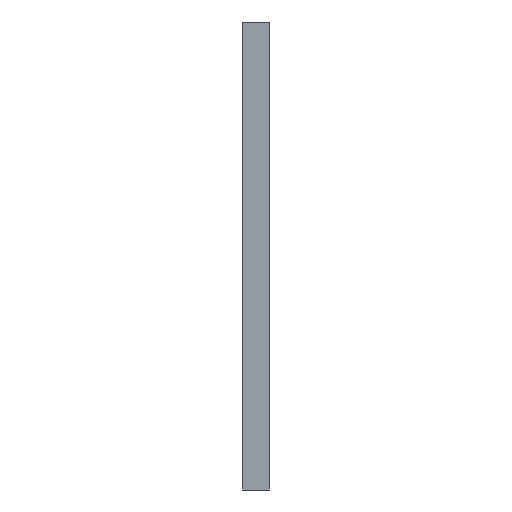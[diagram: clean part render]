
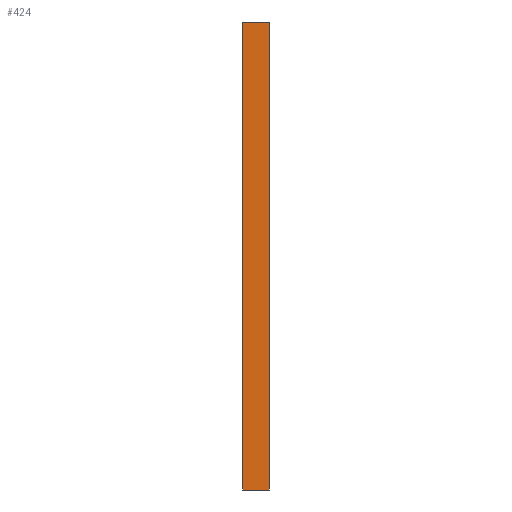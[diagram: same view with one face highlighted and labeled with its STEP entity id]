
A CAD part, left-side view. The second image highlights one B-rep face of the part: STEP entity #424.
In plain terms, the highlighted planar face has unit normal (-1, 0, 0).
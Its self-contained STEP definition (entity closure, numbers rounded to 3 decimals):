
#9 = CARTESIAN_POINT ( 'NONE',  ( 0., -97., 3000. ) ) ;
#34 = LINE ( 'NONE', #1018, #820 ) ;
#70 = CARTESIAN_POINT ( 'NONE',  ( 0., -97., 3000. ) ) ;
#88 = CARTESIAN_POINT ( 'NONE',  ( 0., -97., 3000. ) ) ;
#136 = CARTESIAN_POINT ( 'NONE',  ( 0., -97., 0. ) ) ;
#160 = ORIENTED_EDGE ( 'NONE', *, *, #2564, .F. ) ;
#243 = VERTEX_POINT ( 'NONE', #9 ) ;
#288 = EDGE_CURVE ( 'NONE', #999, #2527, #1572, .T. ) ;
#326 = DIRECTION ( 'NONE',  ( -1., 0., 0. ) ) ;
#383 = DIRECTION ( 'NONE',  ( 0., 1., 0. ) ) ;
#389 = EDGE_CURVE ( 'NONE', #436, #2090, #738, .T. ) ;
#424 = ADVANCED_FACE ( 'NONE', ( #1199 ), #974, .T. ) ;
#434 = VECTOR ( 'NONE', #1201, 1000. ) ;
#436 = VERTEX_POINT ( 'NONE', #2508 ) ;
#614 = EDGE_CURVE ( 'NONE', #2327, #2527, #2314, .T. ) ;
#616 = CARTESIAN_POINT ( 'NONE',  ( 0., -97., 0. ) ) ;
#660 = VERTEX_POINT ( 'NONE', #2363 ) ;
#674 = LINE ( 'NONE', #88, #434 ) ;
#738 = LINE ( 'NONE', #1812, #1366 ) ;
#763 = CARTESIAN_POINT ( 'NONE',  ( 0., 70., 0. ) ) ;
#770 = VECTOR ( 'NONE', #2053, 1000. ) ;
#820 = VECTOR ( 'NONE', #383, 1000. ) ;
#899 = ORIENTED_EDGE ( 'NONE', *, *, #614, .F. ) ;
#909 = EDGE_CURVE ( 'NONE', #243, #2090, #1152, .T. ) ;
#974 = PLANE ( 'NONE',  #1565 ) ;
#987 = EDGE_CURVE ( 'NONE', #1620, #2327, #34, .T. ) ;
#999 = VERTEX_POINT ( 'NONE', #2536 ) ;
#1018 = CARTESIAN_POINT ( 'NONE',  ( 0., -97., 0. ) ) ;
#1057 = CARTESIAN_POINT ( 'NONE',  ( 0., -100., 3000. ) ) ;
#1152 = LINE ( 'NONE', #2592, #2186 ) ;
#1197 = ORIENTED_EDGE ( 'NONE', *, *, #1619, .T. ) ;
#1199 = FACE_OUTER_BOUND ( 'NONE', #2013, .T. ) ;
#1201 = DIRECTION ( 'NONE',  ( 0., 1., 0. ) ) ;
#1332 = LINE ( 'NONE', #136, #2042 ) ;
#1351 = ORIENTED_EDGE ( 'NONE', *, *, #987, .F. ) ;
#1366 = VECTOR ( 'NONE', #1505, 1000. ) ;
#1435 = ORIENTED_EDGE ( 'NONE', *, *, #288, .T. ) ;
#1505 = DIRECTION ( 'NONE',  ( 0., 0., 1. ) ) ;
#1565 = AXIS2_PLACEMENT_3D ( 'NONE', #70, #326, #2334 ) ;
#1567 = ORIENTED_EDGE ( 'NONE', *, *, #389, .T. ) ;
#1572 = LINE ( 'NONE', #1604, #2507 ) ;
#1604 = CARTESIAN_POINT ( 'NONE',  ( 0., 67., 3000. ) ) ;
#1619 = EDGE_CURVE ( 'NONE', #660, #436, #1332, .T. ) ;
#1620 = VERTEX_POINT ( 'NONE', #2521 ) ;
#1659 = LINE ( 'NONE', #616, #1730 ) ;
#1730 = VECTOR ( 'NONE', #1868, 1000. ) ;
#1812 = CARTESIAN_POINT ( 'NONE',  ( 0., -100., 3000. ) ) ;
#1858 = DIRECTION ( 'NONE',  ( 0., -1., 0. ) ) ;
#1868 = DIRECTION ( 'NONE',  ( 0., 1., 0. ) ) ;
#1927 = ORIENTED_EDGE ( 'NONE', *, *, #2339, .T. ) ;
#2013 = EDGE_LOOP ( 'NONE', ( #160, #1197, #1567, #2729, #1927, #1435, #899, #1351 ) ) ;
#2042 = VECTOR ( 'NONE', #2516, 1000. ) ;
#2053 = DIRECTION ( 'NONE',  ( 0., 0., 1. ) ) ;
#2090 = VERTEX_POINT ( 'NONE', #1057 ) ;
#2186 = VECTOR ( 'NONE', #1858, 1000. ) ;
#2204 = CARTESIAN_POINT ( 'NONE',  ( 0., 70., 3000. ) ) ;
#2314 = LINE ( 'NONE', #2714, #770 ) ;
#2327 = VERTEX_POINT ( 'NONE', #763 ) ;
#2334 = DIRECTION ( 'NONE',  ( 0., 0., 1. ) ) ;
#2339 = EDGE_CURVE ( 'NONE', #243, #999, #674, .T. ) ;
#2360 = DIRECTION ( 'NONE',  ( 0., 1., 0. ) ) ;
#2363 = CARTESIAN_POINT ( 'NONE',  ( 0., -97., 0. ) ) ;
#2507 = VECTOR ( 'NONE', #2360, 1000. ) ;
#2508 = CARTESIAN_POINT ( 'NONE',  ( 0., -100., 0. ) ) ;
#2516 = DIRECTION ( 'NONE',  ( 0., -1., 0. ) ) ;
#2521 = CARTESIAN_POINT ( 'NONE',  ( 0., 67., 0. ) ) ;
#2527 = VERTEX_POINT ( 'NONE', #2204 ) ;
#2536 = CARTESIAN_POINT ( 'NONE',  ( 0., 67., 3000. ) ) ;
#2564 = EDGE_CURVE ( 'NONE', #660, #1620, #1659, .T. ) ;
#2592 = CARTESIAN_POINT ( 'NONE',  ( 0., -97., 3000. ) ) ;
#2714 = CARTESIAN_POINT ( 'NONE',  ( 0., 70., 3000. ) ) ;
#2729 = ORIENTED_EDGE ( 'NONE', *, *, #909, .F. ) ;
